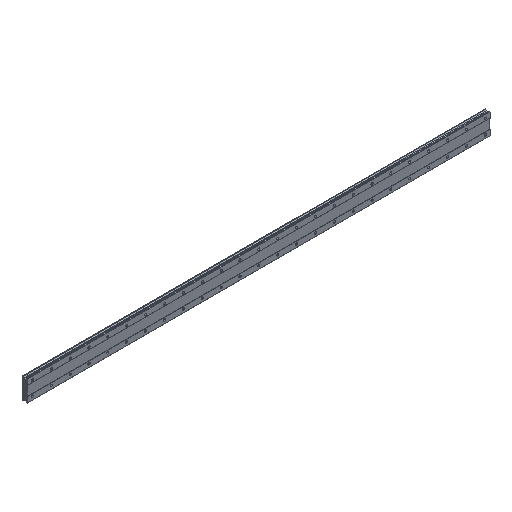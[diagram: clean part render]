
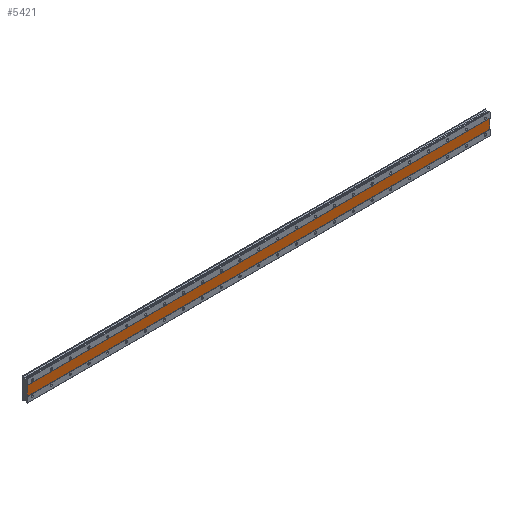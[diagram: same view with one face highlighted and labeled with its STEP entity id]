
A CAD part, isometric view. The second image highlights one B-rep face of the part: STEP entity #5421.
In plain terms, the highlighted planar face has unit normal (0, -1, 0).
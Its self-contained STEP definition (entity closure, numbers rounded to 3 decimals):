
#67 = CARTESIAN_POINT ( 'NONE',  ( 1940., 1., 20. ) ) ;
#179 = EDGE_CURVE ( 'NONE', #7326, #2293, #2726, .T. ) ;
#364 = DIRECTION ( 'NONE',  ( -1., 0., 0. ) ) ;
#440 = DIRECTION ( 'NONE',  ( 0., 0., -1. ) ) ;
#1348 = CARTESIAN_POINT ( 'NONE',  ( -20., 1., 20. ) ) ;
#1403 = VECTOR ( 'NONE', #5324, 1000. ) ;
#1518 = VERTEX_POINT ( 'NONE', #8552 ) ;
#1886 = CARTESIAN_POINT ( 'NONE',  ( -20., 1., 20. ) ) ;
#2293 = VERTEX_POINT ( 'NONE', #1348 ) ;
#2726 = LINE ( 'NONE', #1886, #1403 ) ;
#2742 = ORIENTED_EDGE ( 'NONE', *, *, #4177, .F. ) ;
#3233 = EDGE_CURVE ( 'NONE', #7061, #7326, #8448, .T. ) ;
#3759 = CARTESIAN_POINT ( 'NONE',  ( 1940., 1., -20. ) ) ;
#3870 = CARTESIAN_POINT ( 'NONE',  ( 1940., 1., 20. ) ) ;
#4004 = ORIENTED_EDGE ( 'NONE', *, *, #179, .F. ) ;
#4177 = EDGE_CURVE ( 'NONE', #1518, #7061, #5124, .T. ) ;
#4336 = PLANE ( 'NONE',  #7910 ) ;
#4338 = ORIENTED_EDGE ( 'NONE', *, *, #4805, .F. ) ;
#4367 = EDGE_LOOP ( 'NONE', ( #6071, #2742, #4338, #4004 ) ) ;
#4805 = EDGE_CURVE ( 'NONE', #2293, #1518, #6211, .T. ) ;
#4876 = CARTESIAN_POINT ( 'NONE',  ( 1940., 1., 20. ) ) ;
#5124 = LINE ( 'NONE', #3870, #7597 ) ;
#5324 = DIRECTION ( 'NONE',  ( 0., 0., 1. ) ) ;
#5421 = ADVANCED_FACE ( 'NONE', ( #5607 ), #4336, .F. ) ;
#5519 = DIRECTION ( 'NONE',  ( 0., 0., 1. ) ) ;
#5607 = FACE_OUTER_BOUND ( 'NONE', #4367, .T. ) ;
#5730 = VECTOR ( 'NONE', #364, 1000. ) ;
#6071 = ORIENTED_EDGE ( 'NONE', *, *, #3233, .F. ) ;
#6124 = DIRECTION ( 'NONE',  ( 1., 0., 0. ) ) ;
#6211 = LINE ( 'NONE', #67, #6471 ) ;
#6471 = VECTOR ( 'NONE', #6124, 1000. ) ;
#6500 = CARTESIAN_POINT ( 'NONE',  ( 1940., 1., -20. ) ) ;
#7061 = VERTEX_POINT ( 'NONE', #6500 ) ;
#7084 = DIRECTION ( 'NONE',  ( 0., 1., 0. ) ) ;
#7326 = VERTEX_POINT ( 'NONE', #8236 ) ;
#7597 = VECTOR ( 'NONE', #440, 1000. ) ;
#7910 = AXIS2_PLACEMENT_3D ( 'NONE', #4876, #7084, #5519 ) ;
#8236 = CARTESIAN_POINT ( 'NONE',  ( -20., 1., -20. ) ) ;
#8448 = LINE ( 'NONE', #3759, #5730 ) ;
#8552 = CARTESIAN_POINT ( 'NONE',  ( 1940., 1., 20. ) ) ;
